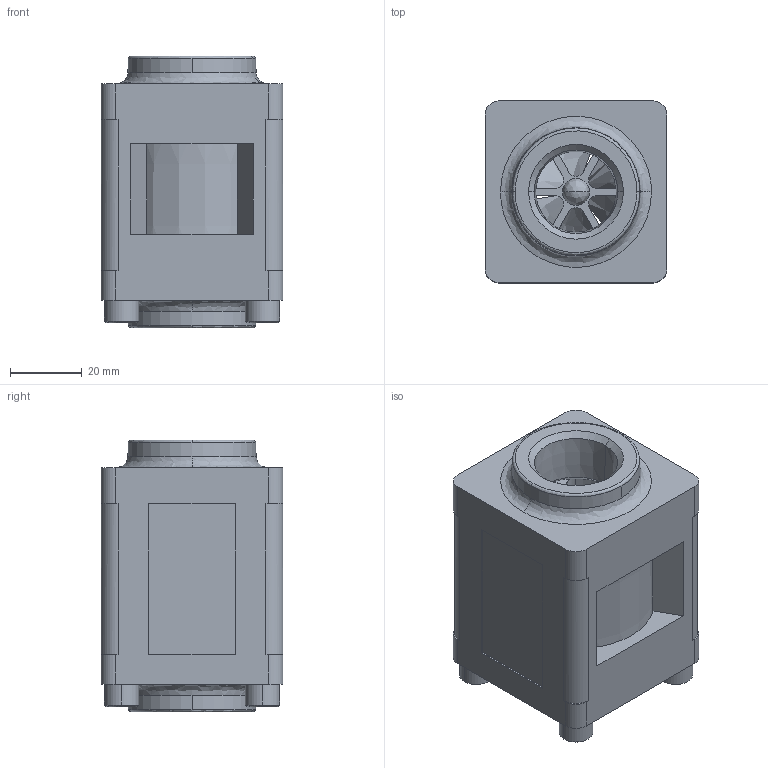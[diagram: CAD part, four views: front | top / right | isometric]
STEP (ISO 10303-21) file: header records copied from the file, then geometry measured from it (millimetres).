
FILE_DESCRIPTION (( 'STEP AP203' ), '1' );
FILE_NAME ('RFH-1212.step', '2024-08-21T11:20:22', ( '' ), ( '' ), 'SwSTEP 2.0', 'SolidWorks 2023', '' );
FILE_SCHEMA (( 'CONFIG_CONTROL_DESIGN' ));
Length unit declared in the file: inch
Products named in the file (1): RFH-1212
Bounding box: 50.8 x 50.8 x 75.95 mm (x, y, z)
Volume: 107832.7 mm3; surface area: 53779.8 mm2
Topology: 4 solids, 14 shells, 366 faces, 980 edges, 643 vertices
Faces by surface type: cylinder 167, plane 135, bspline 34, cone 30
Entity records: 14099 total; most frequent: CARTESIAN_POINT 4819, ORIENTED_EDGE 1948, DIRECTION 1923, EDGE_CURVE 974, AXIS2_PLACEMENT_3D 750, VERTEX_POINT 643, LINE 423, VECTOR 423
